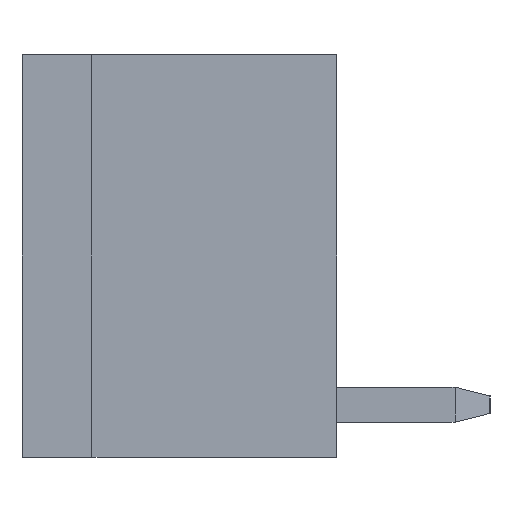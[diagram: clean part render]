
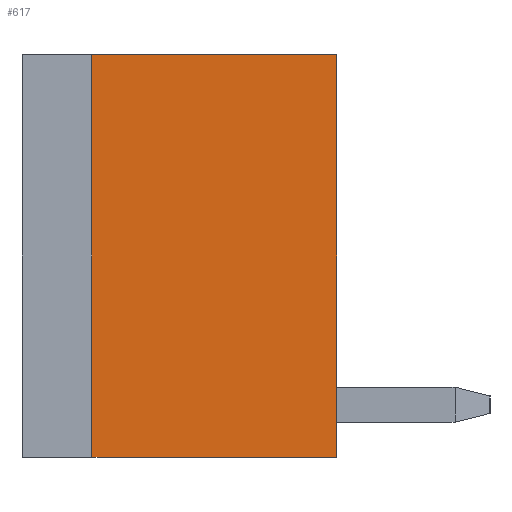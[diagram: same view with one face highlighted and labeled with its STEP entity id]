
A CAD part, left-side view. The second image highlights one B-rep face of the part: STEP entity #617.
In plain terms, the highlighted planar face has unit normal (-1, 0, 0).
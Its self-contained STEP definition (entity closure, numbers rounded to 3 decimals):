
#617 = ADVANCED_FACE( '', ( #1490 ), #1491, .F. );
#1490 = FACE_OUTER_BOUND( '', #2703, .T. );
#1491 = PLANE( '', #2704 );
#2703 = EDGE_LOOP( '', ( #4120, #4121, #4122, #4123 ) );
#2704 = AXIS2_PLACEMENT_3D( '', #4124, #4125, #4126 );
#4120 = ORIENTED_EDGE( '', *, *, #7609, .F. );
#4121 = ORIENTED_EDGE( '', *, *, #7610, .T. );
#4122 = ORIENTED_EDGE( '', *, *, #7611, .F. );
#4123 = ORIENTED_EDGE( '', *, *, #7612, .F. );
#4124 = CARTESIAN_POINT( '', ( -19.15, 0., 0. ) );
#4125 = DIRECTION( '', ( 1., 0., 0. ) );
#4126 = DIRECTION( '', ( 0., 0., -1. ) );
#7609 = EDGE_CURVE( '', #9196, #9197, #9198, .T. );
#7610 = EDGE_CURVE( '', #9196, #9199, #9200, .T. );
#7611 = EDGE_CURVE( '', #9201, #9199, #9202, .T. );
#7612 = EDGE_CURVE( '', #9197, #9201, #9203, .T. );
#9196 = VERTEX_POINT( '', #11480 );
#9197 = VERTEX_POINT( '', #11481 );
#9198 = LINE( '', #11482, #11483 );
#9199 = VERTEX_POINT( '', #11484 );
#9200 = LINE( '', #11485, #11486 );
#9201 = VERTEX_POINT( '', #11487 );
#9202 = LINE( '', #11488, #11489 );
#9203 = LINE( '', #11490, #11491 );
#11480 = CARTESIAN_POINT( '', ( -19.15, 2., 4.6 ) );
#11481 = CARTESIAN_POINT( '', ( -19.15, -3.6, 4.6 ) );
#11482 = CARTESIAN_POINT( '', ( -19.15, 3.6, 4.6 ) );
#11483 = VECTOR( '', #14497, 1000. );
#11484 = CARTESIAN_POINT( '', ( -19.15, 2., -4.6 ) );
#11485 = CARTESIAN_POINT( '', ( -19.15, 2., 0. ) );
#11486 = VECTOR( '', #14498, 1000. );
#11487 = CARTESIAN_POINT( '', ( -19.15, -3.6, -4.6 ) );
#11488 = CARTESIAN_POINT( '', ( -19.15, -3.6, -4.6 ) );
#11489 = VECTOR( '', #14499, 1000. );
#11490 = CARTESIAN_POINT( '', ( -19.15, -3.6, 4.6 ) );
#11491 = VECTOR( '', #14500, 1000. );
#14497 = DIRECTION( '', ( 0., -1., 0. ) );
#14498 = DIRECTION( '', ( 0., 0., -1. ) );
#14499 = DIRECTION( '', ( 0., 1., 0. ) );
#14500 = DIRECTION( '', ( 0., 0., -1. ) );
